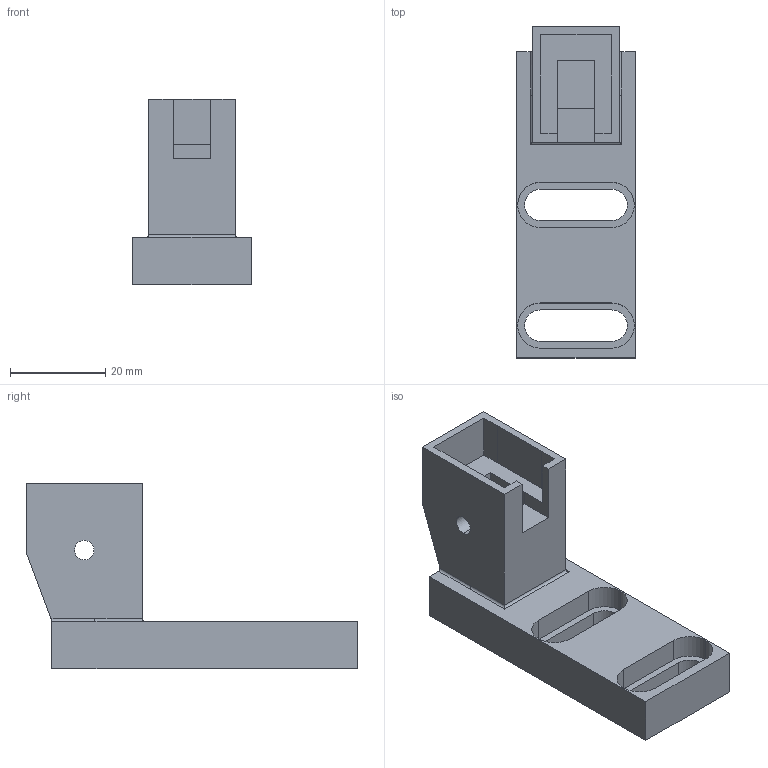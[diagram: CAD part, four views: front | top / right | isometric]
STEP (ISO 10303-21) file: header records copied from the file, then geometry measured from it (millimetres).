
FILE_DESCRIPTION (( 'STEP AP214' ), '1' );
FILE_NAME ('Linear Actuator Mount.STEP', '2025-09-19T19:23:27', ( '' ), ( '' ), 'SwSTEP 2.0', 'SolidWorks 2025', '' );
FILE_SCHEMA (( 'AUTOMOTIVE_DESIGN' ));
Length unit declared in the file: millimetre
Products named in the file (1): Linear Actuator Mount
Bounding box: 25 x 69.82 x 39.06 mm (x, y, z)
Volume: 20708.8 mm3; surface area: 9099.3 mm2
Topology: 1 solids, 1 shells, 64 faces, 176 edges, 116 vertices
Faces by surface type: plane 43, cylinder 21
Entity records: 2061 total; most frequent: CARTESIAN_POINT 369, ORIENTED_EDGE 352, DIRECTION 336, EDGE_CURVE 176, VECTOR 138, LINE 138, VERTEX_POINT 116, AXIS2_PLACEMENT_3D 99
